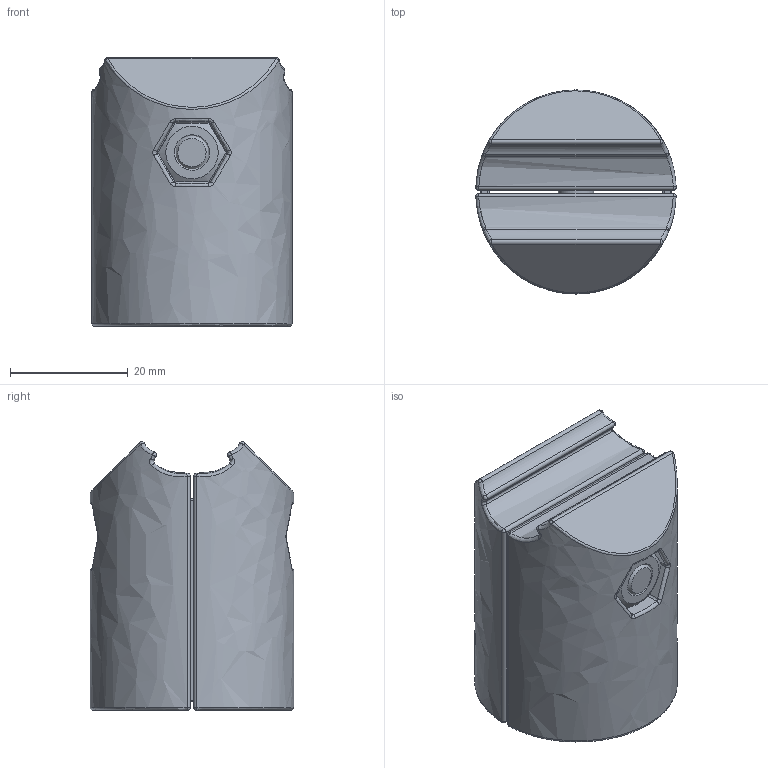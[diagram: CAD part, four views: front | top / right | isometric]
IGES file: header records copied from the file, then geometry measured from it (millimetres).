
Global section: file name: 350001; native system: Autodesk Inventor 2018; preprocessor: unknown; author: Swarna; date: 20190413.103957; units: millimetre
Bounding box: 33.98 x 34.59 x 45.6 mm (x, y, z)
Volume: 20142 mm3; surface area: 13703.2 mm2
Topology: 4 solids, 4 shells, 602 faces, 1367 edges, 744 vertices
Faces by surface type: bspline 602
